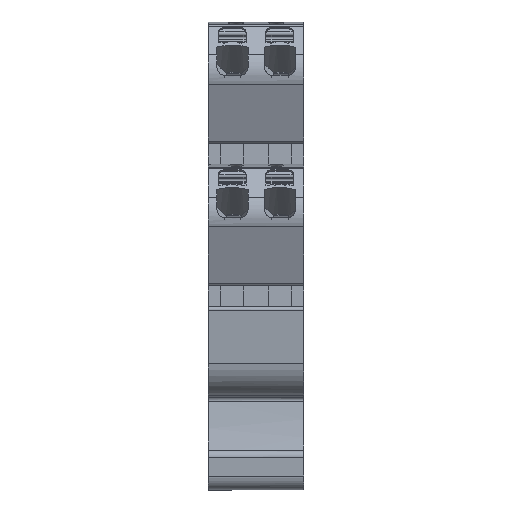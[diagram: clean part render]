
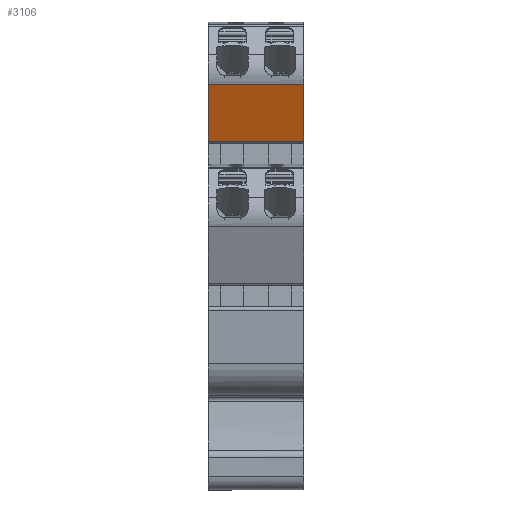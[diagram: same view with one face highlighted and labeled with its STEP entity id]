
A CAD part, front view. The second image highlights one B-rep face of the part: STEP entity #3106.
In plain terms, the highlighted planar face has unit normal (0, -0.927, -0.375).
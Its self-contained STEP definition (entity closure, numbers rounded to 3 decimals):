
#3086=AXIS2_PLACEMENT_3D('Plane Axis2P3D',#3083,#3084,#3085) ;
#257=CARTESIAN_POINT('Vertex',(0.,11.358,46.563)) ;
#261=CARTESIAN_POINT('Control Point',(0.,8.291,54.152)) ;
#262=CARTESIAN_POINT('Control Point',(0.,8.905,52.634)) ;
#263=CARTESIAN_POINT('Control Point',(0.,9.518,51.116)) ;
#264=CARTESIAN_POINT('Control Point',(0.,10.131,49.598)) ;
#265=CARTESIAN_POINT('Control Point',(0.,10.744,48.081)) ;
#266=CARTESIAN_POINT('Control Point',(0.,11.358,46.563)) ;
#267=CARTESIAN_POINT('Vertex',(0.,8.291,54.152)) ;
#3068=CARTESIAN_POINT('Vertex',(12.8,11.358,46.563)) ;
#3071=CARTESIAN_POINT('Line Origine',(7.01,11.358,46.563)) ;
#3083=CARTESIAN_POINT('Axis2P3D Location',(9.61,11.484,46.25)) ;
#3088=CARTESIAN_POINT('Line Origine',(12.8,9.824,50.357)) ;
#3092=CARTESIAN_POINT('Vertex',(12.8,8.291,54.152)) ;
#3095=CARTESIAN_POINT('Line Origine',(6.4,8.291,54.152)) ;
#3072=DIRECTION('Vector Direction',(-1.,0.,0.)) ;
#3084=DIRECTION('Axis2P3D Direction',(0.,0.927,0.375)) ;
#3085=DIRECTION('Axis2P3D XDirection',(0.,-0.375,0.927)) ;
#3089=DIRECTION('Vector Direction',(0.,0.375,-0.927)) ;
#3096=DIRECTION('Vector Direction',(1.,0.,0.)) ;
#3073=VECTOR('Line Direction',#3072,1.) ;
#3090=VECTOR('Line Direction',#3089,1.) ;
#3097=VECTOR('Line Direction',#3096,1.) ;
#3101=ORIENTED_EDGE('',*,*,#3075,.F.) ;
#3102=ORIENTED_EDGE('',*,*,#3094,.T.) ;
#3103=ORIENTED_EDGE('',*,*,#3099,.F.) ;
#3104=ORIENTED_EDGE('',*,*,#269,.F.) ;
#3106=ADVANCED_FACE('Termseries',(#3105),#3087,.F.) ;
#260=B_SPLINE_CURVE_WITH_KNOTS('',5,(#261,#262,#263,#264,#265,#266),.UNSPECIFIED.,.F.,.U.,(6,6),(0.,8.185),.UNSPECIFIED.) ;
#269=EDGE_CURVE('',#258,#268,#260,.F.) ;
#3075=EDGE_CURVE('',#3069,#258,#3074,.T.) ;
#3094=EDGE_CURVE('',#3069,#3093,#3091,.F.) ;
#3099=EDGE_CURVE('',#268,#3093,#3098,.T.) ;
#3100=EDGE_LOOP('',(#3101,#3102,#3103,#3104)) ;
#3105=FACE_OUTER_BOUND('',#3100,.T.) ;
#3074=LINE('Line',#3071,#3073) ;
#3091=LINE('Line',#3088,#3090) ;
#3098=LINE('Line',#3095,#3097) ;
#3087=PLANE('',#3086) ;
#258=VERTEX_POINT('',#257) ;
#268=VERTEX_POINT('',#267) ;
#3069=VERTEX_POINT('',#3068) ;
#3093=VERTEX_POINT('',#3092) ;
